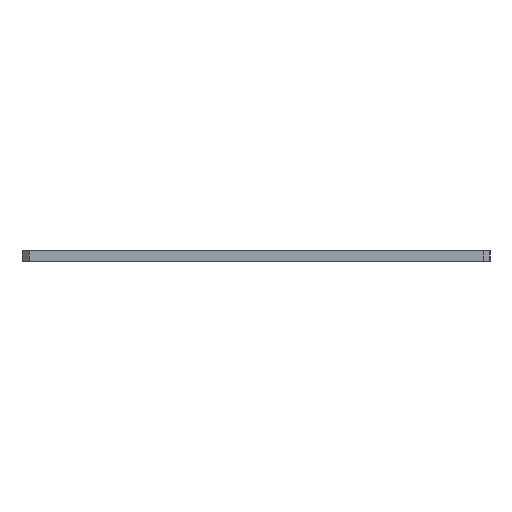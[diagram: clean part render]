
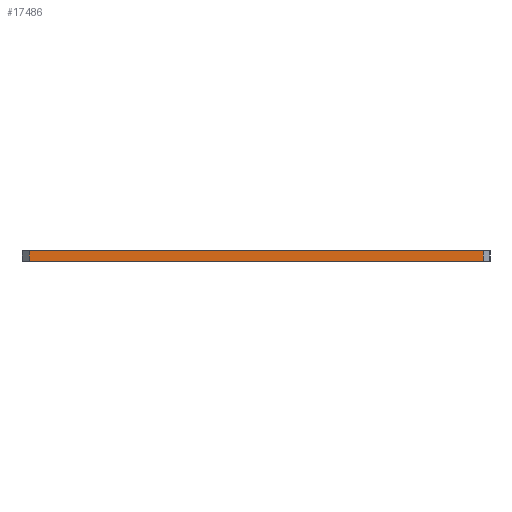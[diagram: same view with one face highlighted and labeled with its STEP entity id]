
A CAD part, left-side view. The second image highlights one B-rep face of the part: STEP entity #17486.
In plain terms, the highlighted planar face has unit normal (-1, 0, 0).
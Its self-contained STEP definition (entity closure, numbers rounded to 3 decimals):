
#14119=DIRECTION('',(0.,1.,0.));
#14120=VECTOR('',#14119,358.932);
#14121=CARTESIAN_POINT('',(-189.185,-172.734,0.));
#14122=LINE('',#14121,#14120);
#14843=DIRECTION('',(0.,1.,0.));
#14844=VECTOR('',#14843,358.932);
#14845=CARTESIAN_POINT('',(-189.185,-172.734,8.));
#14846=LINE('',#14845,#14844);
#14850=DIRECTION('',(0.,0.,-1.));
#14851=VECTOR('',#14850,8.);
#14852=CARTESIAN_POINT('',(-189.185,186.197,8.));
#14853=LINE('',#14852,#14851);
#14857=DIRECTION('',(0.,0.,-1.));
#14858=VECTOR('',#14857,8.);
#14859=CARTESIAN_POINT('',(-189.185,-172.734,8.));
#14860=LINE('',#14859,#14858);
#15812=CARTESIAN_POINT('',(-189.185,186.197,8.));
#15813=CARTESIAN_POINT('',(-189.185,186.197,0.));
#15814=VERTEX_POINT('',#15812);
#15815=VERTEX_POINT('',#15813);
#15826=CARTESIAN_POINT('',(-189.185,-172.734,8.));
#15827=VERTEX_POINT('',#15826);
#15892=CARTESIAN_POINT('',(-189.185,-172.734,0.));
#15893=VERTEX_POINT('',#15892);
#17474=CARTESIAN_POINT('',(-189.185,0.,0.));
#17475=DIRECTION('',(-1.,0.,0.));
#17476=DIRECTION('',(0.,0.,1.));
#17477=AXIS2_PLACEMENT_3D('',#17474,#17475,#17476);
#17478=PLANE('',#17477);
#17479=ORIENTED_EDGE('',*,*,#16240,.F.);
#17481=ORIENTED_EDGE('',*,*,#17480,.T.);
#17482=ORIENTED_EDGE('',*,*,#16548,.T.);
#17483=ORIENTED_EDGE('',*,*,#17467,.F.);
#17484=EDGE_LOOP('',(#17479,#17481,#17482,#17483));
#17485=FACE_OUTER_BOUND('',#17484,.F.);
#16240=EDGE_CURVE('',#15827,#15814,#14846,.T.);
#16548=EDGE_CURVE('',#15893,#15815,#14122,.T.);
#17467=EDGE_CURVE('',#15814,#15815,#14853,.T.);
#17480=EDGE_CURVE('',#15827,#15893,#14860,.T.);
#17486=ADVANCED_FACE('',(#17485),#17478,.T.);
